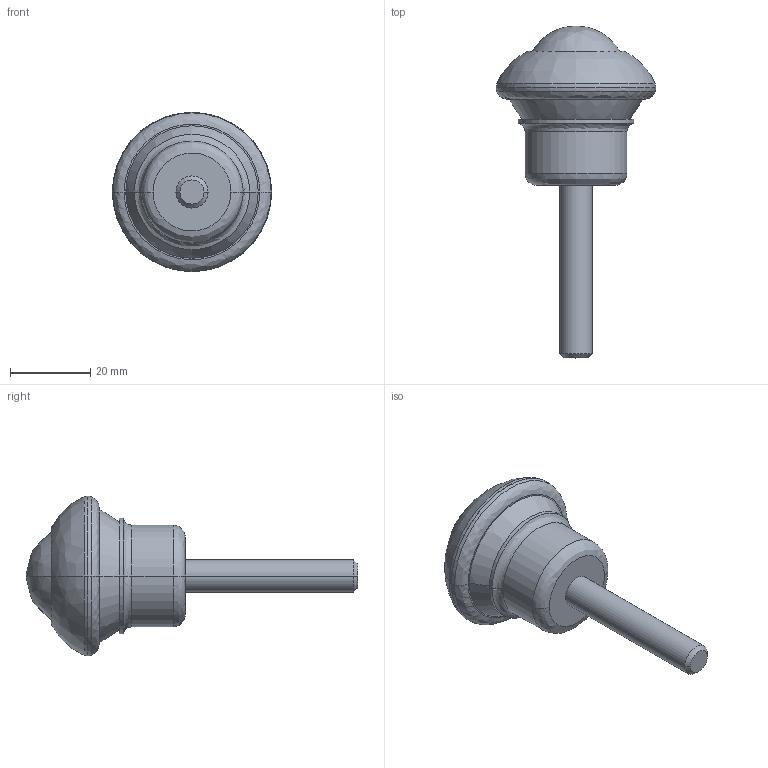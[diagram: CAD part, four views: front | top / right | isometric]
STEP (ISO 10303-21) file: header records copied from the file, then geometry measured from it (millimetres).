
FILE_DESCRIPTION (( 'STEP AP214' ), '1' );
FILE_NAME ('0014736.step', '2021-02-08T09:24:24', ( '' ), ( '' ), 'SwSTEP 2.0', 'SolidWorks 2020', '' );
FILE_SCHEMA (( 'AUTOMOTIVE_DESIGN' ));
Length unit declared in the file: inch
Products named in the file (1): 0014736
Bounding box: 39.7 x 82.7 x 39.7 mm (x, y, z)
Volume: 27290.7 mm3; surface area: 5969.3 mm2
Topology: 1 solids, 1 shells, 31 faces, 59 edges, 34 vertices
Faces by surface type: bspline 16, cylinder 8, plane 5, cone 2
Entity records: 1092 total; most frequent: CARTESIAN_POINT 469, DIRECTION 128, ORIENTED_EDGE 118, EDGE_CURVE 59, AXIS2_PLACEMENT_3D 59, CIRCLE 43, EDGE_LOOP 35, VERTEX_POINT 34
